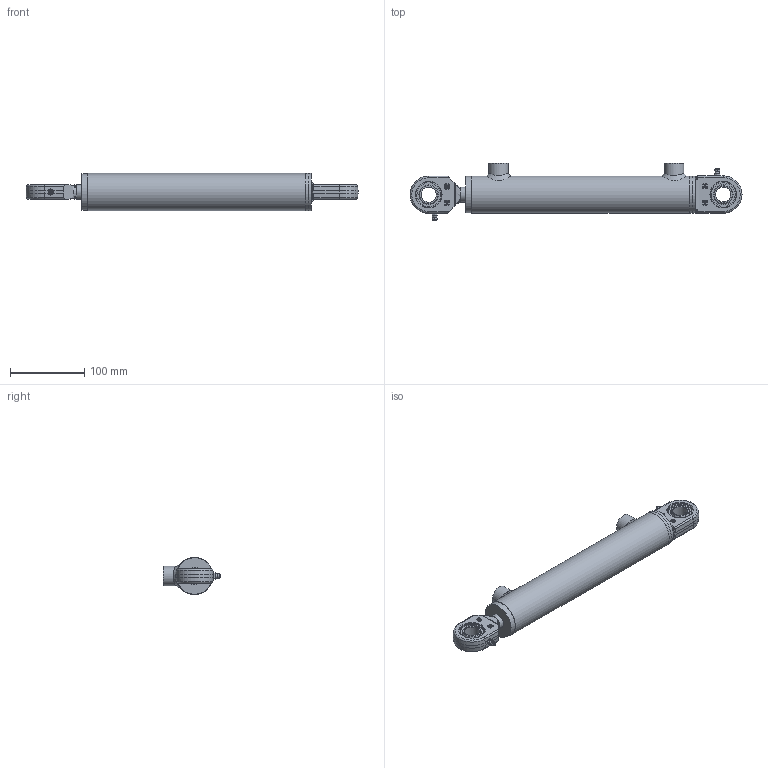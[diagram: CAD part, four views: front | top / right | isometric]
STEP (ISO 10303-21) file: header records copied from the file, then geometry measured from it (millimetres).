
FILE_DESCRIPTION(/* description */ (''),/* implementation_level */ '2;1');
FILE_NAME(/* name */ 'CY0400200200I20I20-3.stp',/* time_stamp */ '2025-11-25T10:15:53+01:00',/* author */ ('muc'),/* organization */ (''),/* preprocessor_version */ 'ST-DEVELOPER v20',/* originating_system */ 'Autodesk Inventor 2022',/* authorisation */ '');
FILE_SCHEMA (('AUTOMOTIVE_DESIGN { 1 0 10303 214 3 1 1 }'));
Length unit declared in the file: millimetre
Products named in the file (19): Assembly34; CY0400200200I20I20-3; CY0400200200I20I20-3_1; Rør; NBT005004020; stok; NBP000040015; Wuerth_037114_DIN 982, stål 8, forzinket; NBF000040050; NBBORSG3-8; 72020004; 50020004; 90020003; GE20ES; GE20ES - CORPO; GE20ES - ROTULA; Ingrassatore diritto UNI 7663-A M6; sb_35_unstressed; 72020004_1
Assembly tree (20 placements, depth 5):
  Assembly34
    CY0400200200I20I20-3
      CY0400200200I20I20-3_1
      Rør
      NBT005004020
      stok
      NBP000040015
      Wuerth_037114_DIN 982, stål 8, forzinket
      NBF000040050
      NBBORSG3-8  x2
      72020004
        50020004
          90020003
        GE20ES
          GE20ES - CORPO
          GE20ES - ROTULA
        Ingrassatore diritto UNI 7663-A M6
        sb_35_unstressed  x2
      72020004_1
Bounding box: 446.18 x 77.01 x 50 mm (x, y, z)
Volume: 484374.9 mm3; surface area: 180075.2 mm2
Topology: 26 solids, 26 shells, 666 faces, 1606 edges, 1025 vertices
Faces by surface type: plane 339, cylinder 152, cone 80, bspline 48, torus 33, sphere 14
Full cylindrical faces by diameter (mm): 2 x6, 3 x2, 4.917 x2, 5 x2, 6 x2, 10 x1, 12.6 x1, 14 x3, 14.95 x2, 15 x3, 17 x1, 20 x7, 22 x1, 23 x2, 24 x1, 26 x4, 28.556 x1, 33.541 x2, 33.9 x2, 35 x11, 36 x4, 40 x7, 42 x1, 44 x2, 49 x1, 50 x3
Entity records: 21094 total; most frequent: CARTESIAN_POINT 5083, DIRECTION 3228, ORIENTED_EDGE 3134, EDGE_CURVE 1567, AXIS2_PLACEMENT_3D 1162, VERTEX_POINT 1010, LINE 904, VECTOR 904
